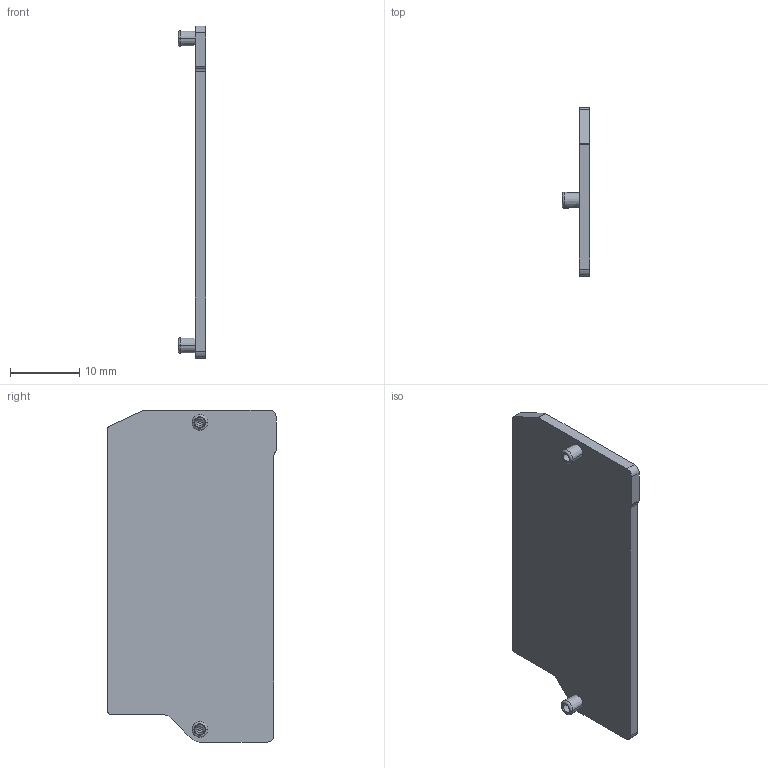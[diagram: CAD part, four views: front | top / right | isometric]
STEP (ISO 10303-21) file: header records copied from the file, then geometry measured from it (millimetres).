
FILE_DESCRIPTION((''),'2;1');
FILE_NAME('STK2AP_KOMBI_35_STEP','2012-03-14T',('Neumann'),(''),'PRO/ENGINEER BY PARAMETRIC TECHNOLOGY CORPORATION, 2007390','PRO/ENGINEER BY PARAMETRIC TECHNOLOGY CORPORATION, 2007390','');
FILE_SCHEMA(('CONFIG_CONTROL_DESIGN'));
Length unit declared in the file: millimetre
Products named in the file (1): STK2AP_KOMBI_35_STEP
Bounding box: 4 x 24.3 x 48 mm (x, y, z)
Volume: 1669.5 mm3; surface area: 2468.3 mm2
Topology: 1 solids, 1 shells, 43 faces, 99 edges, 62 vertices
Faces by surface type: plane 14, cylinder 13, cone 8, bspline 4, torus 4
Entity records: 1313 total; most frequent: CARTESIAN_POINT 264, DIRECTION 231, ORIENTED_EDGE 198, EDGE_CURVE 99, AXIS2_PLACEMENT_3D 93, VERTEX_POINT 62, CIRCLE 54, EDGE_LOOP 47
